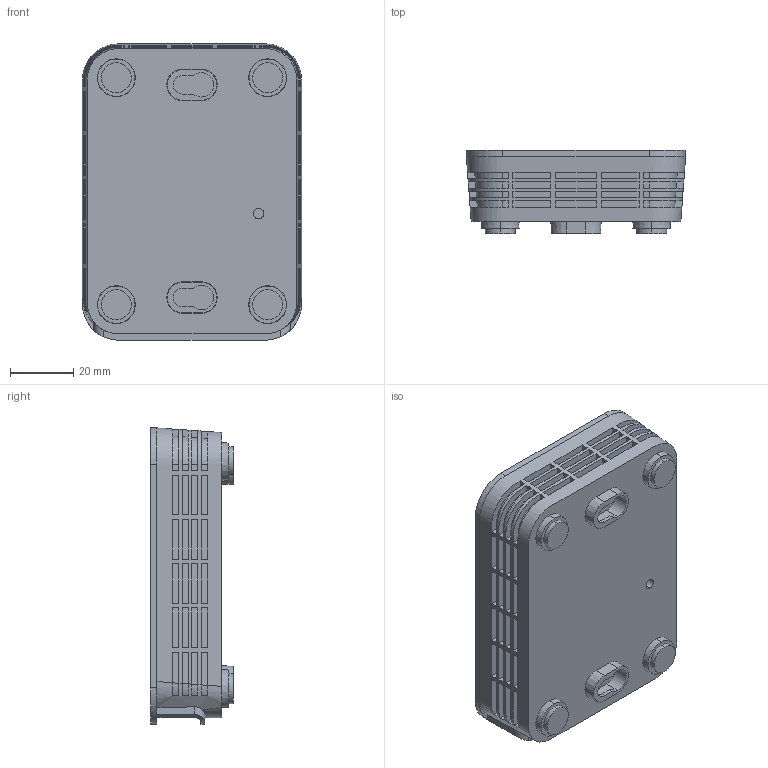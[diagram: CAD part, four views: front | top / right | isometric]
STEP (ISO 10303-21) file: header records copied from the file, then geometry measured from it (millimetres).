
FILE_DESCRIPTION (( 'STEP AP214' ), '1' );
FILE_NAME ('OM5P-AC_Radio.STEP', '2019-05-23T20:28:02', ( '' ), ( '' ), 'SwSTEP 2.0', 'SolidWorks 2018', '' );
FILE_SCHEMA (( 'AUTOMOTIVE_DESIGN' ));
Length unit declared in the file: millimetre
Products named in the file (1): OM5P-AC_Radio
Bounding box: 69.5 x 26.25 x 94 mm (x, y, z)
Volume: 132406.6 mm3; surface area: 26218.2 mm2
Topology: 1 solids, 1 shells, 482 faces, 1222 edges, 816 vertices
Faces by surface type: plane 337, bspline 75, cylinder 40, cone 28, torus 2
Entity records: 19786 total; most frequent: CARTESIAN_POINT 7605, ORIENTED_EDGE 2444, DIRECTION 1617, EDGE_CURVE 1222, VERTEX_POINT 816, B_SPLINE_CURVE_WITH_KNOTS 567, EDGE_LOOP 556, AXIS2_PLACEMENT_3D 554
